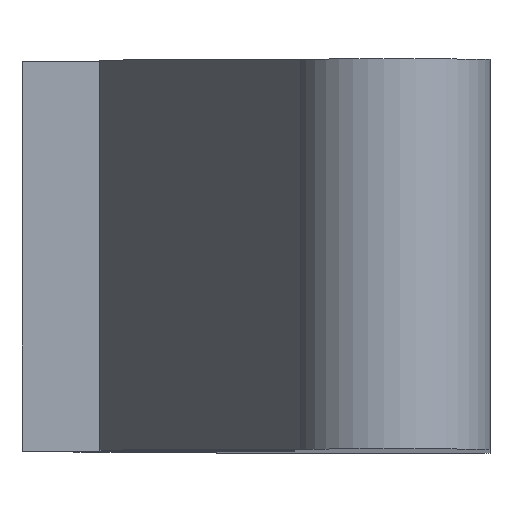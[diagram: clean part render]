
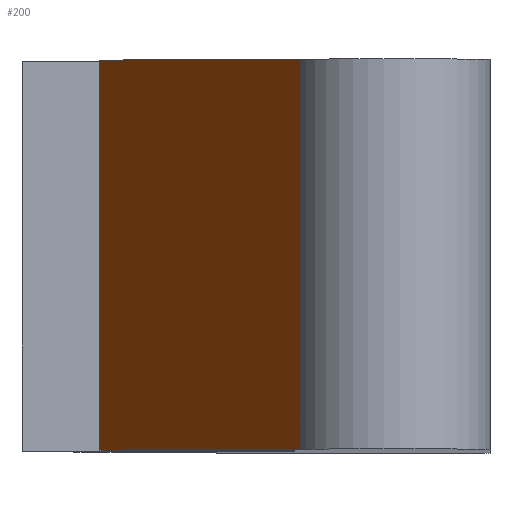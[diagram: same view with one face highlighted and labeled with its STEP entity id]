
A CAD part, top view. The second image highlights one B-rep face of the part: STEP entity #200.
In plain terms, the highlighted planar face has unit normal (-0.948, 0, 0.318).
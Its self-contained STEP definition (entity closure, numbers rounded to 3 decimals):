
#162=EDGE_CURVE('',#170,#212,#390,.T.);
#166=EDGE_CURVE('',#170,#188,#395,.T.);
#170=VERTEX_POINT('',#399);
#176=EDGE_CURVE('',#218,#188,#405,.T.);
#188=VERTEX_POINT('',#419);
#200=ADVANCED_FACE('',(#431),#432,.T.);
#206=EDGE_CURVE('',#212,#218,#439,.T.);
#212=VERTEX_POINT('',#446);
#218=VERTEX_POINT('',#452);
#390=LINE('',#639,#640);
#395=LINE('',#646,#647);
#399=CARTESIAN_POINT('',(2.13,5.0,38.295));
#405=LINE('',#662,#663);
#419=CARTESIAN_POINT('',(2.13,-5.0,38.295));
#431=FACE_OUTER_BOUND('',#696,.T.);
#432=PLANE('',#697);
#439=LINE('',#707,#708);
#446=CARTESIAN_POINT('',(-3.,5.0,23.0));
#452=CARTESIAN_POINT('',(-3.,-5.0,23.0));
#639=CARTESIAN_POINT('',(2.13,5.0,38.295));
#640=VECTOR('',#954,1.0);
#646=CARTESIAN_POINT('',(2.13,5.0,38.295));
#647=VECTOR('',#963,1.0);
#662=CARTESIAN_POINT('',(2.13,-5.0,38.295));
#663=VECTOR('',#971,1.0);
#696=EDGE_LOOP('',(#998,#999,#1000,#1001));
#697=AXIS2_PLACEMENT_3D('',#1002,#1003,#1004);
#707=CARTESIAN_POINT('',(-3.,5.0,23.0));
#708=VECTOR('',#1014,1.0);
#954=DIRECTION('',(-0.318,0.0,-0.948));
#963=DIRECTION('',(0.0,-1.0,0.0));
#971=DIRECTION('',(0.318,0.0,0.948));
#998=ORIENTED_EDGE('',*,*,#176,.T.);
#999=ORIENTED_EDGE('',*,*,#166,.F.);
#1000=ORIENTED_EDGE('',*,*,#162,.T.);
#1001=ORIENTED_EDGE('',*,*,#206,.T.);
#1002=CARTESIAN_POINT('',(-3.,5.0,23.0));
#1003=DIRECTION('',(-0.948,0.0,0.318));
#1004=DIRECTION('',(0.0,-1.0,0.0));
#1014=DIRECTION('',(0.0,-1.0,0.0));
